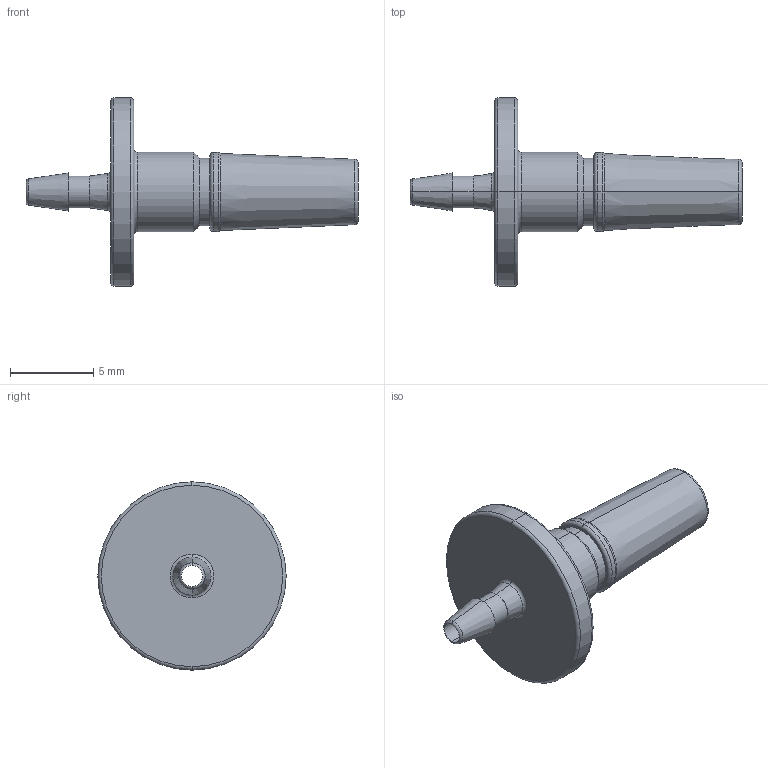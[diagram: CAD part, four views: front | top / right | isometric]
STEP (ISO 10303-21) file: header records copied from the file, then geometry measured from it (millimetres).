
FILE_DESCRIPTION (( 'STEP AP203' ), '1' );
FILE_NAME ('Luer Male Slip Qosina 89352.STEP', '2013-10-29T21:01:54', ( '' ), ( '' ), 'SwSTEP 2.0', 'SolidWorks 2007', '' );
FILE_SCHEMA (( 'CONFIG_CONTROL_DESIGN' ));
Length unit declared in the file: inch
Products named in the file (1): Luer Male Slip Qosina 89352
Bounding box: 19.94 x 11.3 x 11.3 mm (x, y, z)
Volume: 309.2 mm3; surface area: 566.3 mm2
Topology: 1 solids, 1 shells, 48 faces, 96 edges, 54 vertices
Faces by surface type: torus 20, cylinder 12, cone 10, plane 6
Entity records: 1337 total; most frequent: DIRECTION 268, CARTESIAN_POINT 199, ORIENTED_EDGE 192, AXIS2_PLACEMENT_3D 123, EDGE_CURVE 96, CIRCLE 74, EDGE_LOOP 54, VERTEX_POINT 54
